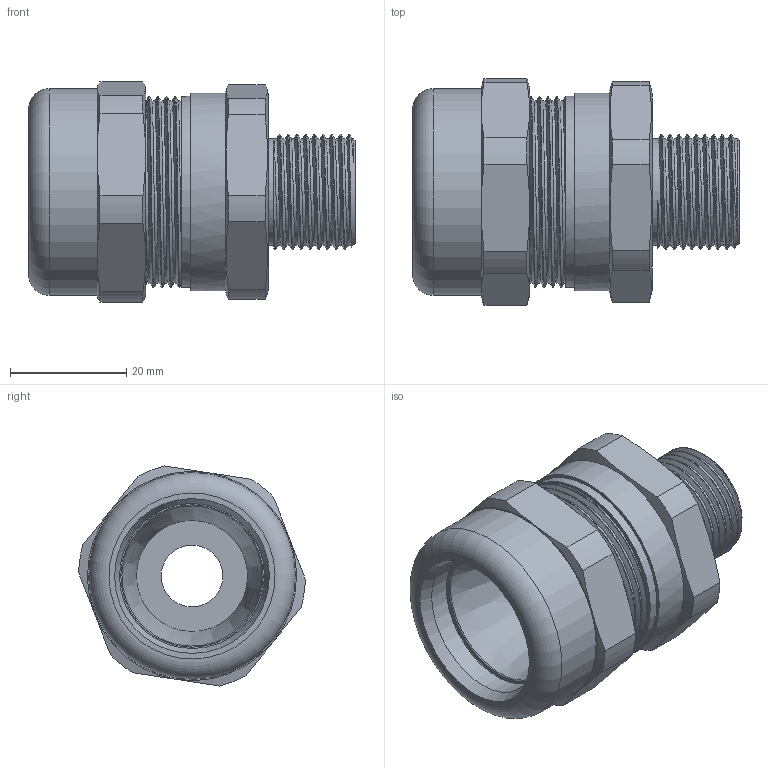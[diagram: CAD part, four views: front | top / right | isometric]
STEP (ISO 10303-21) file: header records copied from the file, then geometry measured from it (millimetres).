
FILE_DESCRIPTION(/* description */ ('RN EX M 20x1,5'),/* implementation_level */ '2;1');
FILE_NAME(/* name */ 'RN25M20KNP-RST.stp',/* time_stamp */ '2021-09-27T10:21:14+02:00',/* author */ ('sl'),/* organization */ (''),/* preprocessor_version */ 'ST-DEVELOPER v16.5',/* originating_system */ 'Autodesk Inventor 2017',/* authorisation */ '');
FILE_SCHEMA (('AUTOMOTIVE_DESIGN { 1 0 10303 214 3 1 1 }'));
Length unit declared in the file: millimetre
Products named in the file (5): RN25M20KNP; RN25M20KNP_1; RN25M20KNP_2; RN25M20KNP_3; RN25KNP
Assembly tree (4 placements, depth 2):
  RN25M20KNP
    RN25M20KNP_1
    RN25M20KNP_2
    RN25M20KNP_3
    RN25KNP
Bounding box: 56.2 x 39.04 x 37.89 mm (x, y, z)
Volume: 29216.5 mm3; surface area: 20754.9 mm2
Topology: 4 solids, 4 shells, 114 faces, 276 edges, 176 vertices
Faces by surface type: cylinder 49, plane 29, cone 26, bspline 6, torus 4
Full cylindrical faces by diameter (mm): 10.64 x1, 15.05 x1, 18.378 x9, 24.95 x1, 28.4 x1, 28.49 x1, 30 x1, 31.7 x8, 32.9 x6, 34.06 x1, 35.57 x1
Entity records: 7022 total; most frequent: CARTESIAN_POINT 5090, DIRECTION 384, ORIENTED_EDGE 340, AXIS2_PLACEMENT_3D 180, EDGE_CURVE 170, EDGE_LOOP 134, VERTEX_POINT 122, FACE_OUTER_BOUND 91
